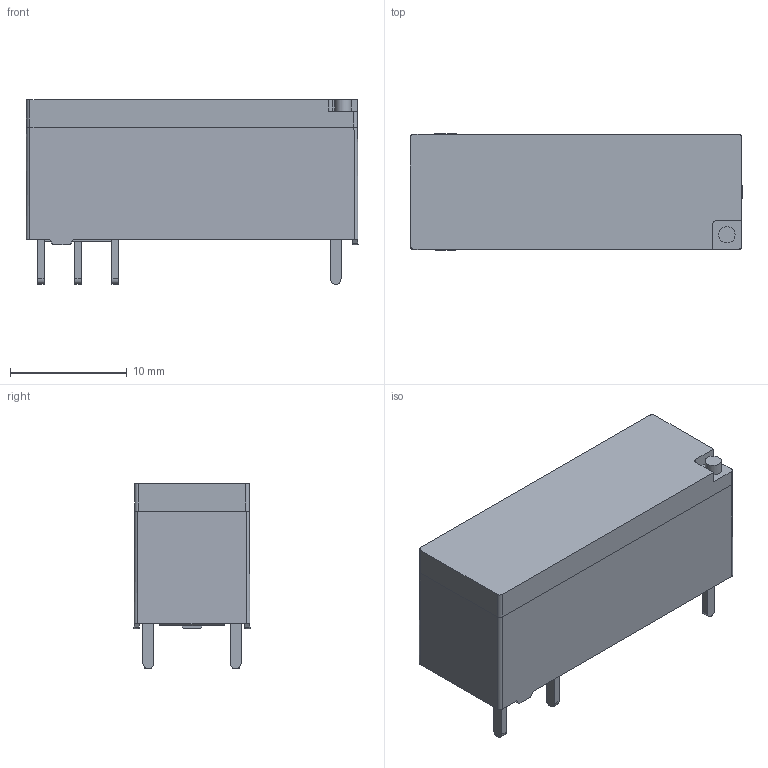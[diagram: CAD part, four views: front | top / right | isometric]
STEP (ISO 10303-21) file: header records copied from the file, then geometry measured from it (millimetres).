
FILE_DESCRIPTION (( 'STEP AP214' ), '1' );
FILE_NAME ('RM12.STEP', '2016-05-12T05:45:43', ( '' ), ( '' ), 'SwSTEP 2.0', 'SolidWorks 2016', '' );
FILE_SCHEMA (( 'AUTOMOTIVE_DESIGN' ));
Length unit declared in the file: millimetre
Products named in the file (1): RM12
Bounding box: 28.47 x 9.95 x 15.85 mm (x, y, z)
Volume: 3326.1 mm3; surface area: 1655.2 mm2
Topology: 1 solids, 3 shells, 103 faces, 260 edges, 170 vertices
Faces by surface type: plane 69, cylinder 34
Entity records: 3082 total; most frequent: CARTESIAN_POINT 606, ORIENTED_EDGE 520, DIRECTION 482, EDGE_CURVE 260, LINE 198, VECTOR 198, VERTEX_POINT 170, AXIS2_PLACEMENT_3D 142
